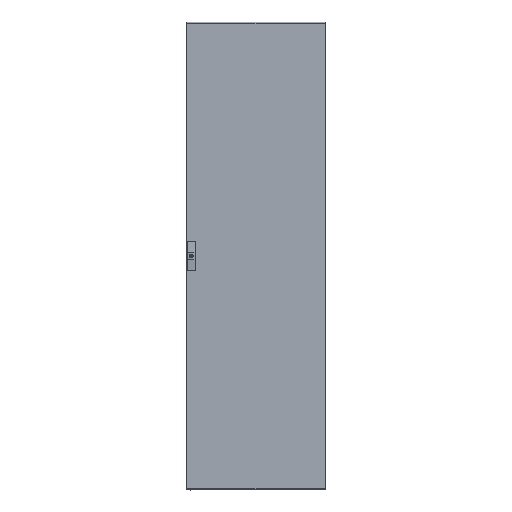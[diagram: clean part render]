
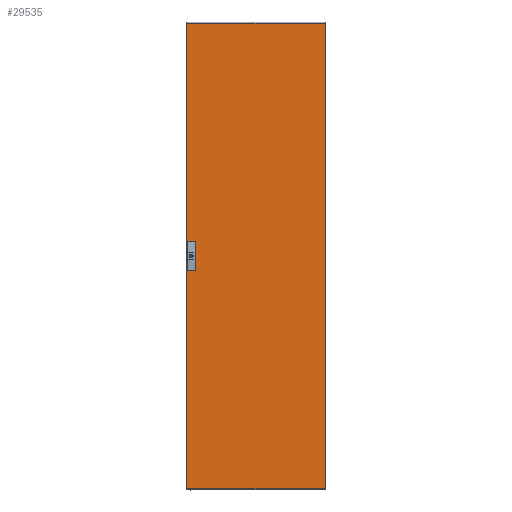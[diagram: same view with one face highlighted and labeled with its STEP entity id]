
A CAD part, top view. The second image highlights one B-rep face of the part: STEP entity #29535.
In plain terms, the highlighted planar face has unit normal (0, 0, 1).
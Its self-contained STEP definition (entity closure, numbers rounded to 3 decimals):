
#428 = CARTESIAN_POINT ( 'NONE',  ( 294.5, 992., 6.5 ) ) ;
#7913 = CARTESIAN_POINT ( 'NONE',  ( 0., 0., 6.5 ) ) ;
#10512 = VECTOR ( 'NONE', #59266, 1000. ) ;
#15227 = VECTOR ( 'NONE', #48050, 1000. ) ;
#19609 = VECTOR ( 'NONE', #110003, 1000. ) ;
#21219 = EDGE_CURVE ( 'NONE', #98129, #79745, #79596, .T. ) ;
#28492 = FACE_OUTER_BOUND ( 'NONE', #46439, .T. ) ;
#28739 = CARTESIAN_POINT ( 'NONE',  ( 294.5, -992.859, 6.5 ) ) ;
#29535 = ADVANCED_FACE ( 'NONE', ( #28492 ), #38030, .T. ) ;
#30654 = LINE ( 'NONE', #28739, #15227 ) ;
#30659 = ORIENTED_EDGE ( 'NONE', *, *, #49253, .T. ) ;
#38030 = PLANE ( 'NONE',  #78287 ) ;
#46230 = CARTESIAN_POINT ( 'NONE',  ( -294.5, 992., 6.5 ) ) ;
#46439 = EDGE_LOOP ( 'NONE', ( #123259, #70580, #30659, #106129 ) ) ;
#47136 = CARTESIAN_POINT ( 'NONE',  ( -294.5, -992., 6.5 ) ) ;
#47863 = DIRECTION ( 'NONE',  ( 0., 0., 1. ) ) ;
#48050 = DIRECTION ( 'NONE',  ( 0., 1., 0. ) ) ;
#49253 = EDGE_CURVE ( 'NONE', #103918, #124623, #52016, .T. ) ;
#52016 = LINE ( 'NONE', #109544, #127432 ) ;
#59266 = DIRECTION ( 'NONE',  ( 0., -1., 0. ) ) ;
#68756 = CARTESIAN_POINT ( 'NONE',  ( -295.359, -992., 6.5 ) ) ;
#70580 = ORIENTED_EDGE ( 'NONE', *, *, #112773, .T. ) ;
#75046 = LINE ( 'NONE', #94991, #10512 ) ;
#78287 = AXIS2_PLACEMENT_3D ( 'NONE', #7913, #47863, #97307 ) ;
#79596 = LINE ( 'NONE', #68756, #19609 ) ;
#79745 = VERTEX_POINT ( 'NONE', #85010 ) ;
#85010 = CARTESIAN_POINT ( 'NONE',  ( 294.5, -992., 6.5 ) ) ;
#94991 = CARTESIAN_POINT ( 'NONE',  ( -294.5, 992.859, 6.5 ) ) ;
#97307 = DIRECTION ( 'NONE',  ( -1., 0., 0. ) ) ;
#98129 = VERTEX_POINT ( 'NONE', #47136 ) ;
#99652 = DIRECTION ( 'NONE',  ( -1., 0., 0. ) ) ;
#103918 = VERTEX_POINT ( 'NONE', #428 ) ;
#106129 = ORIENTED_EDGE ( 'NONE', *, *, #124155, .T. ) ;
#109544 = CARTESIAN_POINT ( 'NONE',  ( 295.359, 992., 6.5 ) ) ;
#110003 = DIRECTION ( 'NONE',  ( 1., 0., 0. ) ) ;
#112773 = EDGE_CURVE ( 'NONE', #79745, #103918, #30654, .T. ) ;
#123259 = ORIENTED_EDGE ( 'NONE', *, *, #21219, .T. ) ;
#124155 = EDGE_CURVE ( 'NONE', #124623, #98129, #75046, .T. ) ;
#124623 = VERTEX_POINT ( 'NONE', #46230 ) ;
#127432 = VECTOR ( 'NONE', #99652, 1000. ) ;
